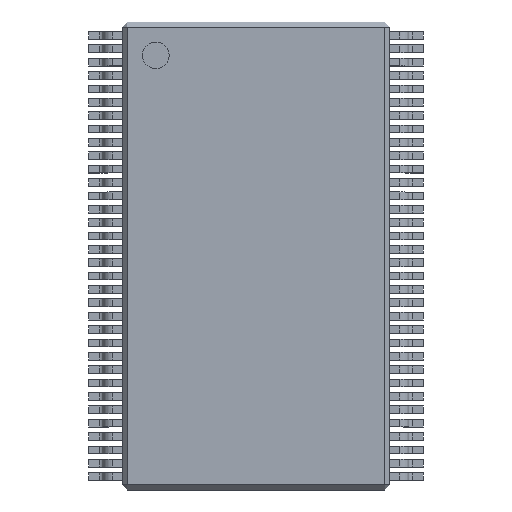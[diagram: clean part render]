
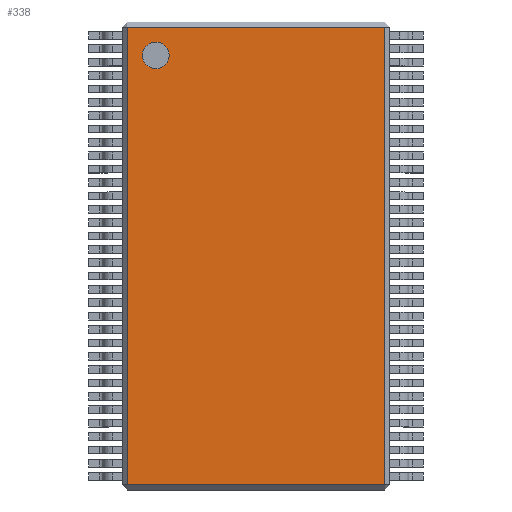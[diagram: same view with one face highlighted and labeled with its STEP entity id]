
A CAD part, top view. The second image highlights one B-rep face of the part: STEP entity #338.
In plain terms, the highlighted planar face has unit normal (0, 0, 1).
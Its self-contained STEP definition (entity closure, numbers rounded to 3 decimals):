
#13=DIRECTION('',(0.,0.,1.));
#14=DIRECTION('',(1.,0.,0.));
#131=VECTOR('',#132,1.);
#132=DIRECTION('',(0.,1.,0.));
#207=VERTEX_POINT('',#208);
#208=CARTESIAN_POINT('',(-3.85,-6.85,2.));
#216=VERTEX_POINT('',#217);
#217=CARTESIAN_POINT('',(-3.85,6.85,2.));
#222=ORIENTED_EDGE('',*,*,#223,.F.);
#223=EDGE_CURVE('',#207,#216,#224,.T.);
#224=LINE('',#225,#131);
#225=CARTESIAN_POINT('',(-3.85,-7.,2.));
#295=VECTOR('',#14,1.);
#338=ADVANCED_FACE('',(#339,#357),#366,.T.);
#339=FACE_BOUND('',#340,.T.);
#340=EDGE_LOOP('',(#222,#341,#347,#353));
#341=ORIENTED_EDGE('',*,*,#342,.T.);
#342=EDGE_CURVE('',#207,#343,#345,.T.);
#343=VERTEX_POINT('',#344);
#344=CARTESIAN_POINT('',(3.85,-6.85,2.));
#345=LINE('',#346,#295);
#346=CARTESIAN_POINT('',(-4.,-6.85,2.));
#347=ORIENTED_EDGE('',*,*,#348,.T.);
#348=EDGE_CURVE('',#343,#349,#351,.T.);
#349=VERTEX_POINT('',#350);
#350=CARTESIAN_POINT('',(3.85,6.85,2.));
#351=LINE('',#352,#131);
#352=CARTESIAN_POINT('',(3.85,-7.,2.));
#353=ORIENTED_EDGE('',*,*,#354,.F.);
#354=EDGE_CURVE('',#216,#349,#355,.T.);
#355=LINE('',#356,#295);
#356=CARTESIAN_POINT('',(-4.,6.85,2.));
#357=FACE_BOUND('',#358,.T.);
#358=EDGE_LOOP('',(#359));
#359=ORIENTED_EDGE('',*,*,#360,.F.);
#360=EDGE_CURVE('',#361,#361,#363,.T.);
#361=VERTEX_POINT('',#362);
#362=CARTESIAN_POINT('',(-2.6,6.,2.));
#363=CIRCLE('',#364,0.4);
#364=AXIS2_PLACEMENT_3D('',#365,#13,#14);
#365=CARTESIAN_POINT('',(-3.,6.,2.));
#366=PLANE('',#367);
#367=AXIS2_PLACEMENT_3D('',#368,#13,#14);
#368=CARTESIAN_POINT('',(-4.,-7.,2.));
